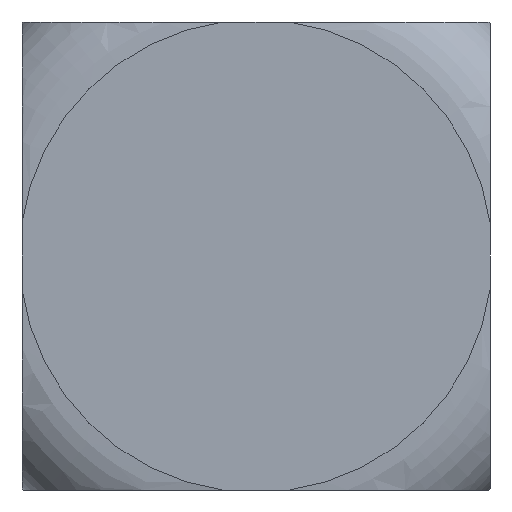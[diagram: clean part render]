
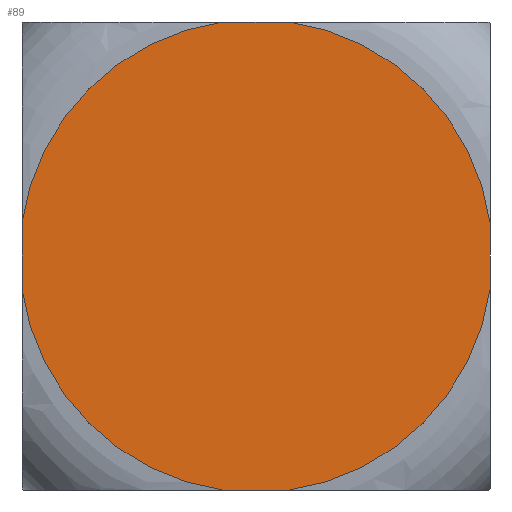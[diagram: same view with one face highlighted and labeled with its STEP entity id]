
A CAD part, left-side view. The second image highlights one B-rep face of the part: STEP entity #89.
In plain terms, the highlighted planar face has unit normal (-1, 0, 0).
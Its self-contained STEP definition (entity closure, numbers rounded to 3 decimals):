
#89 = ADVANCED_FACE( '', ( #178 ), #179, .F. );
#178 = FACE_OUTER_BOUND( '', #259, .T. );
#179 = PLANE( '', #260 );
#259 = EDGE_LOOP( '', ( #442, #443, #444, #445, #446, #447, #448, #449 ) );
#260 = AXIS2_PLACEMENT_3D( '', #450, #451, #452 );
#442 = ORIENTED_EDGE( '', *, *, #493, .F. );
#443 = ORIENTED_EDGE( '', *, *, #468, .F. );
#444 = ORIENTED_EDGE( '', *, *, #502, .F. );
#445 = ORIENTED_EDGE( '', *, *, #519, .F. );
#446 = ORIENTED_EDGE( '', *, *, #514, .F. );
#447 = ORIENTED_EDGE( '', *, *, #517, .F. );
#448 = ORIENTED_EDGE( '', *, *, #523, .F. );
#449 = ORIENTED_EDGE( '', *, *, #528, .F. );
#450 = CARTESIAN_POINT( '', ( 0., 0., 0. ) );
#451 = DIRECTION( '', ( 1., 0., 0. ) );
#452 = DIRECTION( '', ( 0., 0., -1. ) );
#468 = EDGE_CURVE( '', #548, #544, #550, .T. );
#493 = EDGE_CURVE( '', #544, #585, #588, .T. );
#502 = EDGE_CURVE( '', #600, #548, #602, .T. );
#514 = EDGE_CURVE( '', #618, #615, #620, .T. );
#517 = EDGE_CURVE( '', #622, #618, #624, .T. );
#519 = EDGE_CURVE( '', #615, #600, #626, .T. );
#523 = EDGE_CURVE( '', #629, #622, #631, .T. );
#528 = EDGE_CURVE( '', #585, #629, #637, .T. );
#544 = VERTEX_POINT( '', #655 );
#548 = VERTEX_POINT( '', #686 );
#550 = CIRCLE( '', #717, 22.22 );
#585 = VERTEX_POINT( '', #760 );
#588 = LINE( '', #793, #794 );
#600 = VERTEX_POINT( '', #809 );
#602 = LINE( '', #838, #839 );
#615 = VERTEX_POINT( '', #852 );
#618 = VERTEX_POINT( '', #885 );
#620 = LINE( '', #914, #915 );
#622 = VERTEX_POINT( '', #917 );
#624 = CIRCLE( '', #948, 22.22 );
#626 = CIRCLE( '', #950, 22.22 );
#629 = VERTEX_POINT( '', #953 );
#631 = LINE( '', #982, #983 );
#637 = CIRCLE( '', #989, 22.22 );
#655 = CARTESIAN_POINT( '', ( 0., 22., -3.119 ) );
#686 = CARTESIAN_POINT( '', ( 0., 3.119, -22. ) );
#717 = AXIS2_PLACEMENT_3D( '', #1006, #1007, #1008 );
#760 = CARTESIAN_POINT( '', ( 0., 22., 3.119 ) );
#793 = CARTESIAN_POINT( '', ( 0., 22., -22. ) );
#794 = VECTOR( '', #1042, 1000. );
#809 = CARTESIAN_POINT( '', ( 0., -3.119, -22. ) );
#838 = CARTESIAN_POINT( '', ( 0., -22., -22. ) );
#839 = VECTOR( '', #1052, 1000. );
#852 = CARTESIAN_POINT( '', ( 0., -22., -3.119 ) );
#885 = CARTESIAN_POINT( '', ( 0., -22., 3.119 ) );
#914 = CARTESIAN_POINT( '', ( 0., -22., 22. ) );
#915 = VECTOR( '', #1069, 1000. );
#917 = CARTESIAN_POINT( '', ( 0., -3.119, 22. ) );
#948 = AXIS2_PLACEMENT_3D( '', #1070, #1071, #1072 );
#950 = AXIS2_PLACEMENT_3D( '', #1073, #1074, #1075 );
#953 = CARTESIAN_POINT( '', ( 0., 3.119, 22. ) );
#982 = CARTESIAN_POINT( '', ( 0., 22., 22. ) );
#983 = VECTOR( '', #1076, 1000. );
#989 = AXIS2_PLACEMENT_3D( '', #1080, #1081, #1082 );
#1006 = CARTESIAN_POINT( '', ( 0., 0., 0. ) );
#1007 = DIRECTION( '', ( 1., 0., 0. ) );
#1008 = DIRECTION( '', ( 0., 0., -1. ) );
#1042 = DIRECTION( '', ( 0., 0., 1. ) );
#1052 = DIRECTION( '', ( 0., 1., 0. ) );
#1069 = DIRECTION( '', ( 0., 0., -1. ) );
#1070 = CARTESIAN_POINT( '', ( 0., 0., 0. ) );
#1071 = DIRECTION( '', ( 1., 0., 0. ) );
#1072 = DIRECTION( '', ( 0., 0., -1. ) );
#1073 = CARTESIAN_POINT( '', ( 0., 0., 0. ) );
#1074 = DIRECTION( '', ( 1., 0., 0. ) );
#1075 = DIRECTION( '', ( 0., 0., -1. ) );
#1076 = DIRECTION( '', ( 0., -1., 0. ) );
#1080 = CARTESIAN_POINT( '', ( 0., 0., 0. ) );
#1081 = DIRECTION( '', ( 1., 0., 0. ) );
#1082 = DIRECTION( '', ( 0., 0., -1. ) );
